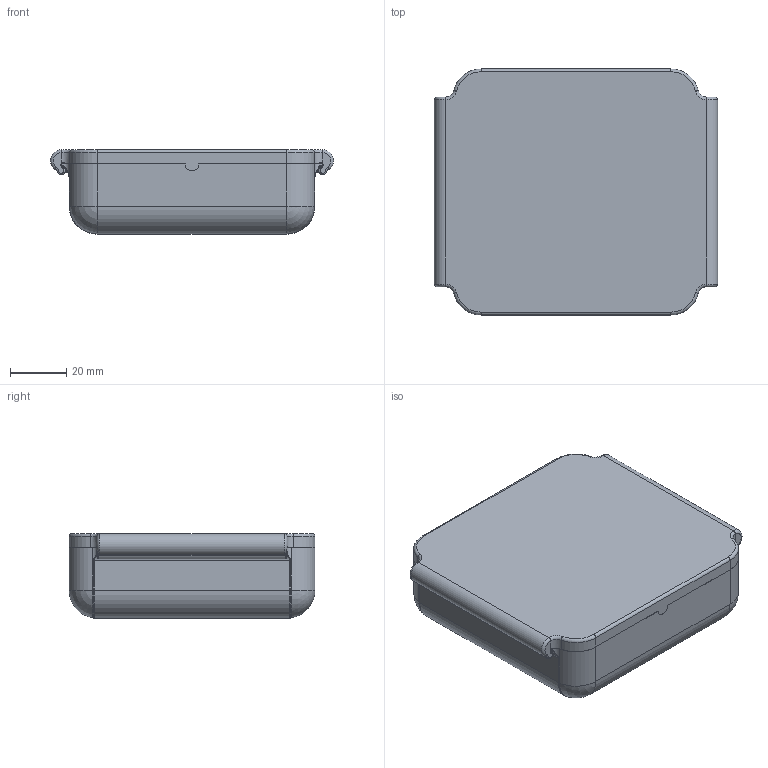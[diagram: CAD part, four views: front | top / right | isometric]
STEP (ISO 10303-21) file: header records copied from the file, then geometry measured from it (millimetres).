
FILE_DESCRIPTION(/* description */ ('STEP AP242','CAx-IF Rec.Pracs.---Representation and Presentation of Product Manufacturing Information (PMI)---4.0---2014-10-13','CAx-IF Rec.Pracs.---3D Tessellated Geometry---0.4---2014-09-14','2;1'),/* implementation_level */ '2;1');
FILE_NAME(/* name */ '657663950b67a7741c833895',/* time_stamp */ '2023-12-11T01:19:18Z',/* author */ (''),/* organization */ (''),/* preprocessor_version */ 'ST-DEVELOPER v19.4',/* originating_system */ ' ',/* authorisation */ ' ');
FILE_SCHEMA (('AP242_MANAGED_MODEL_BASED_3D_ENGINEERING_MIM_LF { 1 0 10303 442 1 1 4 }'));
Length unit declared in the file: metre
Products named in the file (3): Retainer Box Assy; Part 1; Retainer Box Top V2
Assembly tree (2 placements, depth 2):
  Retainer Box Assy
    Part 1
    Retainer Box Top V2
Bounding box: 100.67 x 87.5 x 30 mm (x, y, z)
Volume: 76969.9 mm3; surface area: 48765.6 mm2
Topology: 2 solids, 2 shells, 280 faces, 670 edges, 376 vertices
Faces by surface type: cylinder 122, plane 70, torus 32, sphere 28, bspline 28
Entity records: 10325 total; most frequent: CARTESIAN_POINT 2031, DIRECTION 1378, ORIENTED_EDGE 1288, EDGE_CURVE 644, AXIS2_PLACEMENT_3D 551, VERTEX_POINT 376, EDGE_LOOP 288, FACE_BOUND 288
